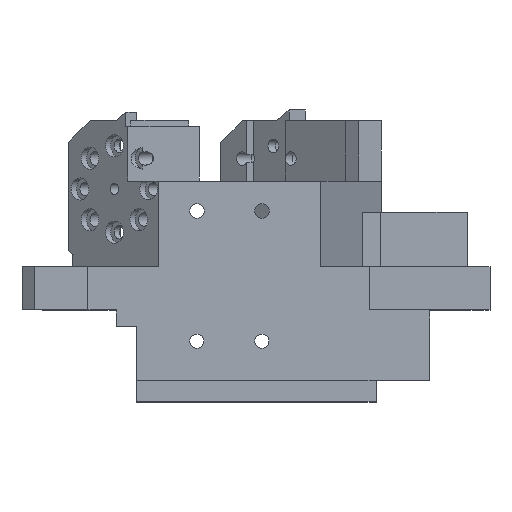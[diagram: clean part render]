
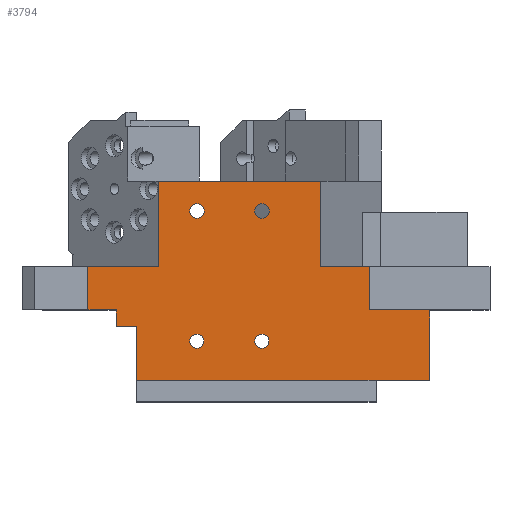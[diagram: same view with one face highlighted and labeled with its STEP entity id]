
A CAD part, top view. The second image highlights one B-rep face of the part: STEP entity #3794.
In plain terms, the highlighted planar face has unit normal (0, 0, 1).
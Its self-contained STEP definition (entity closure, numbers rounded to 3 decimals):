
#172=FACE_BOUND('',#753,.T.);
#173=FACE_BOUND('',#754,.T.);
#174=FACE_BOUND('',#755,.T.);
#175=FACE_BOUND('',#756,.T.);
#235=CIRCLE('',#3972,1.35);
#236=CIRCLE('',#3974,1.35);
#300=CIRCLE('',#4120,1.3);
#301=CIRCLE('',#4122,1.3);
#485=FACE_OUTER_BOUND('',#752,.T.);
#752=EDGE_LOOP('',(#3216,#3217,#3218,#3219,#3220,#3221,#3222,#3223,#3224,
#3225,#3226,#3227,#3228,#3229,#3230));
#753=EDGE_LOOP('',(#3231));
#754=EDGE_LOOP('',(#3232));
#755=EDGE_LOOP('',(#3233));
#756=EDGE_LOOP('',(#3234));
#791=LINE('',#5232,#1149);
#795=LINE('',#5240,#1153);
#846=LINE('',#5358,#1204);
#860=LINE('',#5401,#1218);
#917=LINE('',#5527,#1275);
#953=LINE('',#5631,#1311);
#962=LINE('',#5647,#1320);
#1035=LINE('',#5867,#1393);
#1097=LINE('',#6108,#1455);
#1099=LINE('',#6111,#1457);
#1100=LINE('',#6113,#1458);
#1103=LINE('',#6120,#1461);
#1110=LINE('',#6135,#1468);
#1115=LINE('',#6143,#1473);
#1116=LINE('',#6145,#1474);
#1149=VECTOR('',#4205,10.);
#1153=VECTOR('',#4211,10.);
#1204=VECTOR('',#4294,10.);
#1218=VECTOR('',#4326,10.);
#1275=VECTOR('',#4437,10.);
#1311=VECTOR('',#4547,10.);
#1320=VECTOR('',#4558,10.);
#1393=VECTOR('',#4787,10.);
#1455=VECTOR('',#5095,10.);
#1457=VECTOR('',#5099,10.);
#1458=VECTOR('',#5102,10.);
#1461=VECTOR('',#5109,10.);
#1468=VECTOR('',#5120,10.);
#1473=VECTOR('',#5129,10.);
#1474=VECTOR('',#5132,10.);
#1513=VERTEX_POINT('',#5225);
#1516=VERTEX_POINT('',#5230);
#1519=VERTEX_POINT('',#5238);
#1569=VERTEX_POINT('',#5355);
#1570=VERTEX_POINT('',#5357);
#1590=VERTEX_POINT('',#5399);
#1632=VERTEX_POINT('',#5526);
#1663=VERTEX_POINT('',#5630);
#1669=VERTEX_POINT('',#5646);
#1715=VERTEX_POINT('',#5785);
#1716=VERTEX_POINT('',#5789);
#1729=VERTEX_POINT('',#5829);
#1735=VERTEX_POINT('',#5850);
#1791=VERTEX_POINT('',#6084);
#1792=VERTEX_POINT('',#6088);
#1793=VERTEX_POINT('',#6105);
#1794=VERTEX_POINT('',#6107);
#1796=VERTEX_POINT('',#6119);
#1802=VERTEX_POINT('',#6134);
#1840=EDGE_CURVE('',#1513,#1516,#791,.T.);
#1844=EDGE_CURVE('',#1516,#1519,#795,.T.);
#1902=EDGE_CURVE('',#1569,#1570,#846,.T.);
#1924=EDGE_CURVE('',#1569,#1590,#860,.T.);
#1988=EDGE_CURVE('',#1570,#1632,#917,.T.);
#2038=EDGE_CURVE('',#1663,#1632,#953,.T.);
#2047=EDGE_CURVE('',#1669,#1663,#962,.T.);
#2117=EDGE_CURVE('',#1715,#1715,#235,.T.);
#2119=EDGE_CURVE('',#1716,#1716,#236,.T.);
#2156=EDGE_CURVE('',#1729,#1735,#1035,.T.);
#2258=EDGE_CURVE('',#1791,#1791,#300,.T.);
#2260=EDGE_CURVE('',#1792,#1792,#301,.T.);
#2267=EDGE_CURVE('',#1793,#1794,#1097,.T.);
#2269=EDGE_CURVE('',#1519,#1729,#1099,.T.);
#2270=EDGE_CURVE('',#1735,#1794,#1100,.T.);
#2273=EDGE_CURVE('',#1793,#1796,#1103,.T.);
#2281=EDGE_CURVE('',#1513,#1802,#1110,.T.);
#2286=EDGE_CURVE('',#1802,#1590,#1115,.T.);
#2287=EDGE_CURVE('',#1796,#1669,#1116,.T.);
#3216=ORIENTED_EDGE('',*,*,#1988,.F.);
#3217=ORIENTED_EDGE('',*,*,#1902,.F.);
#3218=ORIENTED_EDGE('',*,*,#1924,.T.);
#3219=ORIENTED_EDGE('',*,*,#2286,.F.);
#3220=ORIENTED_EDGE('',*,*,#2281,.F.);
#3221=ORIENTED_EDGE('',*,*,#1840,.T.);
#3222=ORIENTED_EDGE('',*,*,#1844,.T.);
#3223=ORIENTED_EDGE('',*,*,#2269,.T.);
#3224=ORIENTED_EDGE('',*,*,#2156,.T.);
#3225=ORIENTED_EDGE('',*,*,#2270,.T.);
#3226=ORIENTED_EDGE('',*,*,#2267,.F.);
#3227=ORIENTED_EDGE('',*,*,#2273,.T.);
#3228=ORIENTED_EDGE('',*,*,#2287,.T.);
#3229=ORIENTED_EDGE('',*,*,#2047,.T.);
#3230=ORIENTED_EDGE('',*,*,#2038,.T.);
#3231=ORIENTED_EDGE('',*,*,#2117,.F.);
#3232=ORIENTED_EDGE('',*,*,#2119,.F.);
#3233=ORIENTED_EDGE('',*,*,#2258,.F.);
#3234=ORIENTED_EDGE('',*,*,#2260,.F.);
#3398=PLANE('',#4140);
#3794=ADVANCED_FACE('',(#485,#172,#173,#174,#175),#3398,.F.);
#3972=AXIS2_PLACEMENT_3D('',#5786,#4692,#4693);
#3974=AXIS2_PLACEMENT_3D('',#5790,#4697,#4698);
#4120=AXIS2_PLACEMENT_3D('',#6086,#5064,#5065);
#4122=AXIS2_PLACEMENT_3D('',#6090,#5069,#5070);
#4140=AXIS2_PLACEMENT_3D('',#6144,#5130,#5131);
#4205=DIRECTION('',(0.,-1.,0.));
#4211=DIRECTION('',(1.,0.,0.));
#4294=DIRECTION('',(0.,1.,0.));
#4326=DIRECTION('',(-1.,0.,0.));
#4437=DIRECTION('',(1.,0.,0.));
#4547=DIRECTION('',(0.,1.,0.));
#4558=DIRECTION('',(-1.,0.,0.));
#4692=DIRECTION('center_axis',(0.,0.,1.));
#4693=DIRECTION('ref_axis',(1.,0.,0.));
#4697=DIRECTION('center_axis',(0.,0.,1.));
#4698=DIRECTION('ref_axis',(1.,0.,0.));
#4787=DIRECTION('',(1.,0.,0.));
#5064=DIRECTION('center_axis',(0.,0.,1.));
#5065=DIRECTION('ref_axis',(1.,0.,0.));
#5069=DIRECTION('center_axis',(0.,0.,1.));
#5070=DIRECTION('ref_axis',(1.,0.,0.));
#5095=DIRECTION('',(0.,-1.,0.));
#5099=DIRECTION('',(0.,-1.,0.));
#5102=DIRECTION('',(1.,0.,0.));
#5109=DIRECTION('',(-1.,0.,0.));
#5120=DIRECTION('',(-1.,0.,0.));
#5129=DIRECTION('',(0.,1.,0.));
#5130=DIRECTION('center_axis',(0.,0.,-1.));
#5131=DIRECTION('ref_axis',(-1.,0.,0.));
#5132=DIRECTION('',(0.,1.,0.));
#5225=CARTESIAN_POINT('',(-12.703,0.,5.066));
#5230=CARTESIAN_POINT('',(-12.703,-3.,5.066));
#5232=CARTESIAN_POINT('',(-12.703,0.,5.066));
#5238=CARTESIAN_POINT('',(-8.914,-3.,5.066));
#5240=CARTESIAN_POINT('',(-17.916,-3.,5.066));
#5355=CARTESIAN_POINT('',(-4.939,8.,5.066));
#5357=CARTESIAN_POINT('',(-4.939,23.8,5.066));
#5358=CARTESIAN_POINT('',(-4.939,8.,5.066));
#5399=CARTESIAN_POINT('',(-17.916,8.,5.066));
#5401=CARTESIAN_POINT('',(34.084,8.,5.066));
#5526=CARTESIAN_POINT('',(25.084,23.8,5.066));
#5527=CARTESIAN_POINT('',(22.923,23.8,5.066));
#5630=CARTESIAN_POINT('',(25.084,8.,5.066));
#5631=CARTESIAN_POINT('',(25.084,8.,5.066));
#5646=CARTESIAN_POINT('',(34.084,8.,5.066));
#5647=CARTESIAN_POINT('',(34.084,8.,5.066));
#5785=CARTESIAN_POINT('',(0.834,18.25,5.066));
#5786=CARTESIAN_POINT('Origin',(2.184,18.25,5.066));
#5789=CARTESIAN_POINT('',(12.834,18.25,5.066));
#5790=CARTESIAN_POINT('Origin',(14.184,18.25,5.066));
#5829=CARTESIAN_POINT('',(-8.914,-13.,5.066));
#5850=CARTESIAN_POINT('',(35.244,-13.,5.066));
#5867=CARTESIAN_POINT('',(-17.916,-13.,5.066));
#6084=CARTESIAN_POINT('',(12.884,-5.75,5.066));
#6086=CARTESIAN_POINT('Origin',(14.184,-5.75,5.066));
#6088=CARTESIAN_POINT('',(0.884,-5.75,5.066));
#6090=CARTESIAN_POINT('Origin',(2.184,-5.75,5.066));
#6105=CARTESIAN_POINT('',(45.184,0.,5.066));
#6107=CARTESIAN_POINT('',(45.184,-13.,5.066));
#6108=CARTESIAN_POINT('',(45.184,0.,5.066));
#6111=CARTESIAN_POINT('',(-8.914,0.,5.066));
#6113=CARTESIAN_POINT('',(-17.916,-13.,5.066));
#6119=CARTESIAN_POINT('',(34.084,0.,5.066));
#6120=CARTESIAN_POINT('',(2.685,0.,5.066));
#6134=CARTESIAN_POINT('',(-17.916,0.,5.066));
#6135=CARTESIAN_POINT('',(34.084,0.,5.066));
#6143=CARTESIAN_POINT('',(-17.916,0.,5.066));
#6144=CARTESIAN_POINT('Origin',(34.084,0.,5.066));
#6145=CARTESIAN_POINT('',(34.084,0.,5.066));
